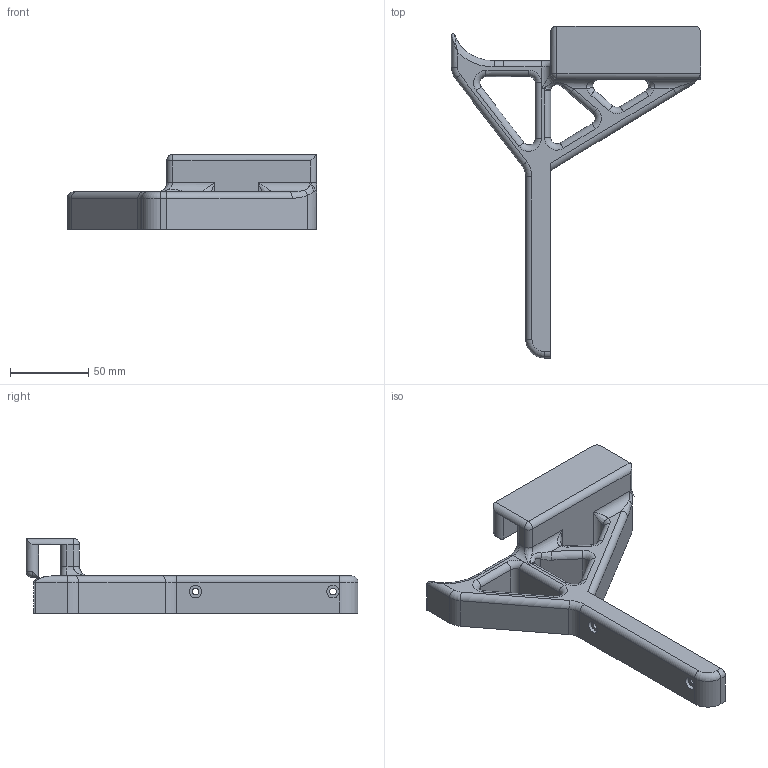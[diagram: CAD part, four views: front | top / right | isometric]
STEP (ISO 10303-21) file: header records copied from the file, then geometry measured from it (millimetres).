
FILE_DESCRIPTION(/* description */ (''),/* implementation_level */ '2;1');
FILE_NAME(/* name */ 'Printer Brace 08192024.step',/* time_stamp */ '2024-08-19T11:55:01-04:00',/* author */ (''),/* organization */ (''),/* preprocessor_version */ 'ST-DEVELOPER v20',/* originating_system */ 'Autodesk Translation Framework v13.14.0.145',/* authorisation */ '');
FILE_SCHEMA (('AUTOMOTIVE_DESIGN { 1 0 10303 214 3 1 1 }'));
Length unit declared in the file: millimetre
Products named in the file (1): Printer Brace
Bounding box: 159.59 x 212.6 x 48 mm (x, y, z)
Volume: 213689.9 mm3; surface area: 49406.6 mm2
Topology: 1 solids, 1 shells, 104 faces, 262 edges, 154 vertices
Faces by surface type: cylinder 47, plane 29, torus 14, bspline 11, sphere 3
Full cylindrical faces by diameter (mm): 4.3 x2, 8 x2
Entity records: 3928 total; most frequent: CARTESIAN_POINT 1399, DIRECTION 537, ORIENTED_EDGE 516, EDGE_CURVE 258, AXIS2_PLACEMENT_3D 207, VERTEX_POINT 154, LINE 123, VECTOR 123
